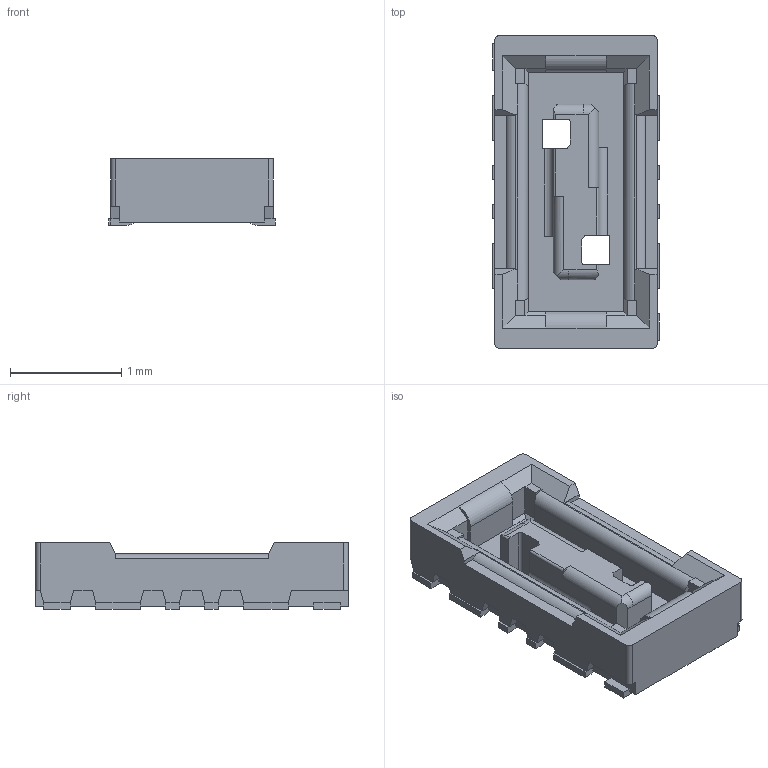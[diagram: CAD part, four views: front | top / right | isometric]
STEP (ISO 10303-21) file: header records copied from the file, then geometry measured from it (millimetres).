
FILE_DESCRIPTION(('Creo Elements/Direct Modeling STEP Export'),'2;1');
FILE_NAME('BM29-4DS.stp','2019-10-08T19:11:56',(''),(''),'Creo Elements/Direct Modeling STEP processor for AP214 (Solid Model)','Creo Elements/Direct Modeling 19.0F 14-Feb-2017 (C) Parametric Technology GmbH','');
FILE_SCHEMA(('AUTOMOTIVE_DESIGN { 1 0 10303 214 1 1 1 1 }'));
Length unit declared in the file: millimetre
Products named in the file (2): BM29B0_6-4DS
Assembly tree (1 placements, depth 2):
  BM29B0_6-4DS
    BM29B0_6-4DS
Bounding box: 1.5 x 2.81 x 0.6 mm (x, y, z)
Volume: 1.6 mm3; surface area: 16.6 mm2
Topology: 1 solids, 1 shells, 229 faces, 682 edges, 454 vertices
Faces by surface type: plane 193, cylinder 36
Entity records: 9517 total; most frequent: CARTESIAN_POINT 1445, ORIENTED_EDGE 1364, DIRECTION 1198, EDGE_CURVE 682, VECTOR 604, LINE 604, VERTEX_POINT 454, AXIS2_PLACEMENT_3D 297
